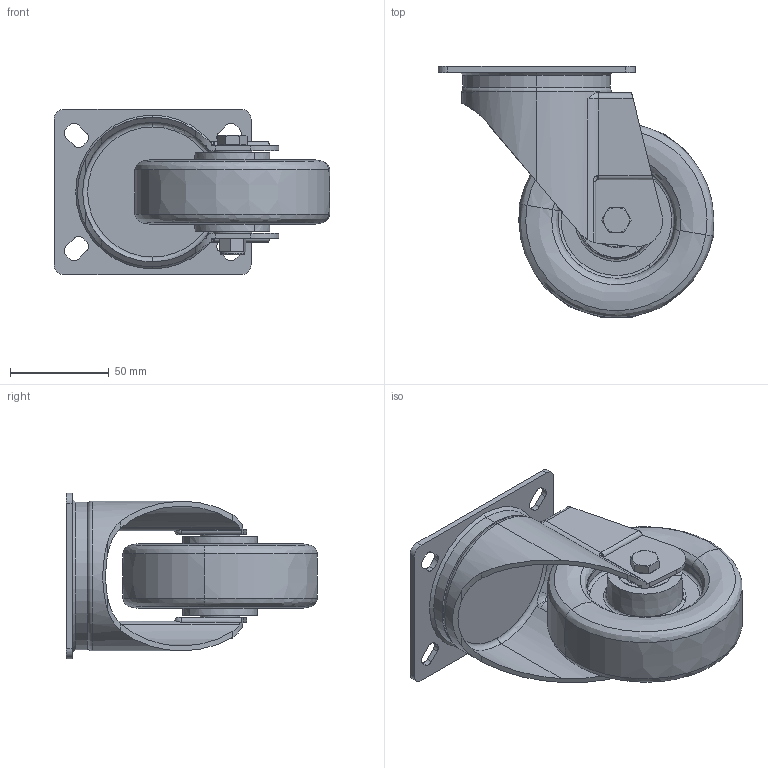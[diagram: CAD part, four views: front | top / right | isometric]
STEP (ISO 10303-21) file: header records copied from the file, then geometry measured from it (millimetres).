
FILE_DESCRIPTION (( 'STEP AP214' ), '1' );
FILE_NAME ('0029915_L-MV-PUZK-100-K-3_(A-04).step', '2019-10-14T09:38:36', ( '' ), ( '' ), 'SwSTEP 2.0', 'SolidWorks 2018', '' );
FILE_SCHEMA (( 'AUTOMOTIVE_DESIGN' ));
Length unit declared in the file: millimetre
Products named in the file (1): 0029915_L-MV-PUZK-100-K-3_(A-04)
Bounding box: 139.99 x 127.49 x 84 mm (x, y, z)
Surface area: 125292 mm2 (no closed solid volume)
Topology: 0 solids, 18 shells, 615 faces, 1537 edges, 972 vertices
Faces by surface type: plane 164, cylinder 160, bspline 146, cone 80, torus 65
Entity records: 29608 total; most frequent: CARTESIAN_POINT 8812, ORIENTED_EDGE 3074, DIRECTION 2751, EDGE_CURVE 1537, AXIS2_PLACEMENT_3D 1145, VERTEX_POINT 972, CIRCLE 675, EDGE_LOOP 673
